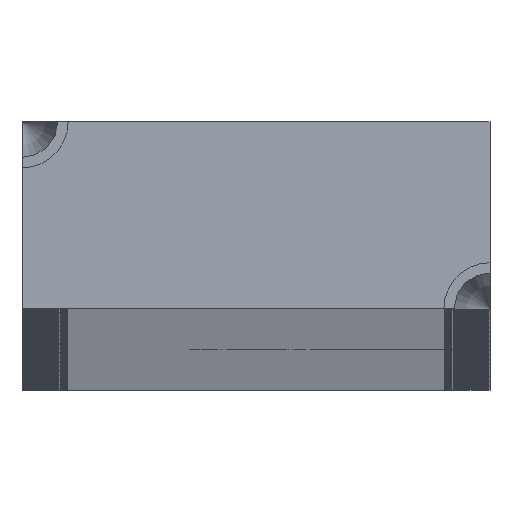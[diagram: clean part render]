
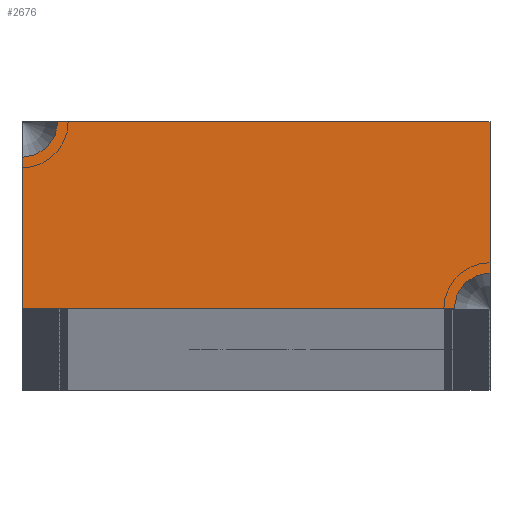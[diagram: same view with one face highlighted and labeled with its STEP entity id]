
A CAD part, top view. The second image highlights one B-rep face of the part: STEP entity #2676.
In plain terms, the highlighted planar face has unit normal (0, 0, 1).
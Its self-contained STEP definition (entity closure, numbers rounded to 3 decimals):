
#92 = LINE ( 'NONE', #17581, #17583 ) ;
#317 = DIRECTION ( 'NONE',  ( -1., 0., 0. ) ) ;
#479 = DIRECTION ( 'NONE',  ( -1., 0., 0. ) ) ;
#1003 = CARTESIAN_POINT ( 'NONE',  ( 15., -6., 1500. ) ) ;
#1394 = ORIENTED_EDGE ( 'NONE', *, *, #12973, .T. ) ;
#1914 = CARTESIAN_POINT ( 'NONE',  ( -15., 6., 1500. ) ) ;
#2676 = ADVANCED_FACE ( 'NONE', ( #14092 ), #14559, .F. ) ;
#3918 = CARTESIAN_POINT ( 'NONE',  ( -15., -6., 1500. ) ) ;
#4783 = EDGE_CURVE ( 'NONE', #11581, #18219, #15522, .T. ) ;
#5528 = ORIENTED_EDGE ( 'NONE', *, *, #17933, .T. ) ;
#5878 = DIRECTION ( 'NONE',  ( 0., 0., 1. ) ) ;
#6741 = CIRCLE ( 'NONE', #13471, 2.298 ) ;
#6777 = VERTEX_POINT ( 'NONE', #7302 ) ;
#7260 = AXIS2_PLACEMENT_3D ( 'NONE', #23627, #13881, #479 ) ;
#7291 = DIRECTION ( 'NONE',  ( -1., 0., 0. ) ) ;
#7302 = CARTESIAN_POINT ( 'NONE',  ( -12.702, 6., 1500. ) ) ;
#7504 = CARTESIAN_POINT ( 'NONE',  ( 15., 6., 1500. ) ) ;
#8189 = DIRECTION ( 'NONE',  ( 0., -1., 0. ) ) ;
#8892 = CARTESIAN_POINT ( 'NONE',  ( -15., -6., 1500. ) ) ;
#9503 = EDGE_CURVE ( 'NONE', #18717, #6777, #92, .T. ) ;
#9891 = DIRECTION ( 'NONE',  ( -1., 0., 0. ) ) ;
#9947 = CARTESIAN_POINT ( 'NONE',  ( -15., -6., 1500. ) ) ;
#10227 = EDGE_CURVE ( 'NONE', #20351, #6777, #6741, .T. ) ;
#10299 = LINE ( 'NONE', #3918, #13940 ) ;
#11581 = VERTEX_POINT ( 'NONE', #23218 ) ;
#12973 = EDGE_CURVE ( 'NONE', #18219, #18717, #15985, .T. ) ;
#13471 = AXIS2_PLACEMENT_3D ( 'NONE', #1914, #5878, #317 ) ;
#13677 = ORIENTED_EDGE ( 'NONE', *, *, #9503, .T. ) ;
#13800 = DIRECTION ( 'NONE',  ( 1., 0., 0. ) ) ;
#13881 = DIRECTION ( 'NONE',  ( 0., 0., -1. ) ) ;
#13920 = VECTOR ( 'NONE', #8189, 1000. ) ;
#13940 = VECTOR ( 'NONE', #13800, 1000. ) ;
#14092 = FACE_OUTER_BOUND ( 'NONE', #20502, .T. ) ;
#14559 = PLANE ( 'NONE',  #22556 ) ;
#15085 = VECTOR ( 'NONE', #18416, 1000. ) ;
#15395 = VERTEX_POINT ( 'NONE', #8892 ) ;
#15522 = CIRCLE ( 'NONE', #7260, 2.298 ) ;
#15985 = LINE ( 'NONE', #1003, #15085 ) ;
#16836 = DIRECTION ( 'NONE',  ( 0., 0., -1. ) ) ;
#16967 = ORIENTED_EDGE ( 'NONE', *, *, #4783, .T. ) ;
#17581 = CARTESIAN_POINT ( 'NONE',  ( -15., 6., 1500. ) ) ;
#17583 = VECTOR ( 'NONE', #9891, 1000. ) ;
#17933 = EDGE_CURVE ( 'NONE', #15395, #11581, #10299, .T. ) ;
#18219 = VERTEX_POINT ( 'NONE', #18708 ) ;
#18416 = DIRECTION ( 'NONE',  ( 0., 1., 0. ) ) ;
#18708 = CARTESIAN_POINT ( 'NONE',  ( 15., -3.702, 1500. ) ) ;
#18717 = VERTEX_POINT ( 'NONE', #7504 ) ;
#19055 = CARTESIAN_POINT ( 'NONE',  ( 0., 0., 1500. ) ) ;
#20160 = ORIENTED_EDGE ( 'NONE', *, *, #10227, .F. ) ;
#20351 = VERTEX_POINT ( 'NONE', #21851 ) ;
#20502 = EDGE_LOOP ( 'NONE', ( #5528, #16967, #1394, #13677, #20160, #20955 ) ) ;
#20955 = ORIENTED_EDGE ( 'NONE', *, *, #24286, .T. ) ;
#21851 = CARTESIAN_POINT ( 'NONE',  ( -15., 3.702, 1500. ) ) ;
#22556 = AXIS2_PLACEMENT_3D ( 'NONE', #19055, #16836, #7291 ) ;
#23218 = CARTESIAN_POINT ( 'NONE',  ( 12.702, -6., 1500. ) ) ;
#23627 = CARTESIAN_POINT ( 'NONE',  ( 15., -6., 1500. ) ) ;
#24250 = LINE ( 'NONE', #9947, #13920 ) ;
#24286 = EDGE_CURVE ( 'NONE', #20351, #15395, #24250, .T. ) ;
